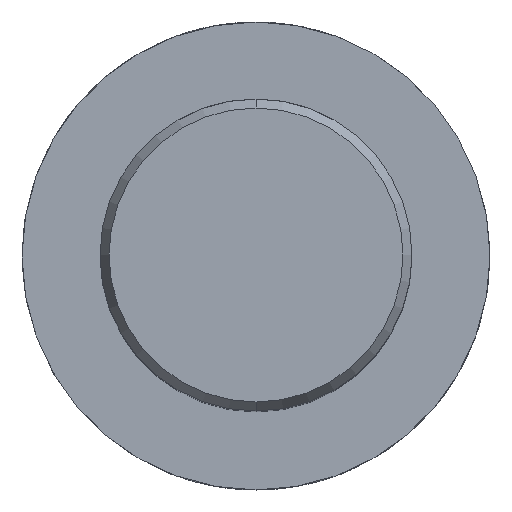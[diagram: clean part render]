
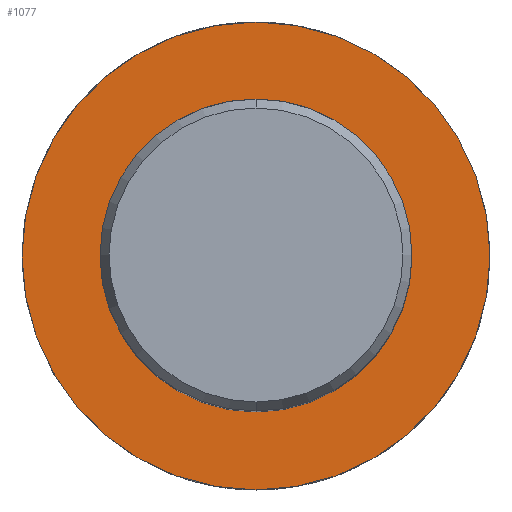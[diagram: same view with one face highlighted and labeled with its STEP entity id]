
A CAD part, top view. The second image highlights one B-rep face of the part: STEP entity #1077.
In plain terms, the highlighted planar face has unit normal (0, 0, 1).
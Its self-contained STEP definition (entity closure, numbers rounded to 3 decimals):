
#421=VERTEX_POINT('',#1223);
#445=EDGE_CURVE('',#1187,#675,#1247,.T.);
#517=EDGE_CURVE('',#963,#421,#1328,.T.);
#595=EDGE_CURVE('',#675,#1187,#1417,.T.);
#675=VERTEX_POINT('',#1501);
#787=EDGE_CURVE('',#421,#963,#1622,.T.);
#963=VERTEX_POINT('',#1812);
#1077=ADVANCED_FACE('',(#1939,#1940),#1941,.T.);
#1187=VERTEX_POINT('',#2060);
#1223=CARTESIAN_POINT('',(0.,-30.0,-70.0));
#1247=CIRCLE('',#2160,20.0);
#1328=CIRCLE('',#2376,30.0);
#1417=CIRCLE('',#2718,20.0);
#1501=CARTESIAN_POINT('',(0.,-20.0,-70.0));
#1622=CIRCLE('',#3877,30.0);
#1812=CARTESIAN_POINT('',(0.0,30.0,-70.0));
#1939=FACE_BOUND('',#5221,.T.);
#1940=FACE_OUTER_BOUND('',#5222,.T.);
#1941=PLANE('',#5223);
#2060=CARTESIAN_POINT('',(0.0,20.0,-70.0));
#2160=AXIS2_PLACEMENT_3D('',#5645,#5646,#5647);
#2376=AXIS2_PLACEMENT_3D('',#5749,#5750,#5751);
#2718=AXIS2_PLACEMENT_3D('',#5877,#5878,#5879);
#3877=AXIS2_PLACEMENT_3D('',#6072,#6073,#6074);
#5221=EDGE_LOOP('',(#6430,#6431));
#5222=EDGE_LOOP('',(#6432,#6433));
#5223=AXIS2_PLACEMENT_3D('',#6434,#6435,#6436);
#5645=CARTESIAN_POINT('',(0.0,0.0,-70.0));
#5646=DIRECTION('',(-0.0,0.0,-1.0));
#5647=DIRECTION('',(0.0,1.0,0.0));
#5749=CARTESIAN_POINT('',(0.0,0.0,-70.0));
#5750=DIRECTION('',(0.0,0.0,-1.0));
#5751=DIRECTION('',(0.0,1.0,0.0));
#5877=CARTESIAN_POINT('',(0.0,0.0,-70.0));
#5878=DIRECTION('',(-0.0,0.0,-1.0));
#5879=DIRECTION('',(0.0,1.0,0.0));
#6072=CARTESIAN_POINT('',(0.0,0.0,-70.0));
#6073=DIRECTION('',(0.0,0.0,-1.0));
#6074=DIRECTION('',(0.0,1.0,0.0));
#6430=ORIENTED_EDGE('',*,*,#445,.T.);
#6431=ORIENTED_EDGE('',*,*,#595,.T.);
#6432=ORIENTED_EDGE('',*,*,#517,.F.);
#6433=ORIENTED_EDGE('',*,*,#787,.F.);
#6434=CARTESIAN_POINT('',(0.0,15.0,-70.0));
#6435=DIRECTION('',(-0.0,0.0,1.0));
#6436=DIRECTION('',(0.0,-1.0,0.0));
